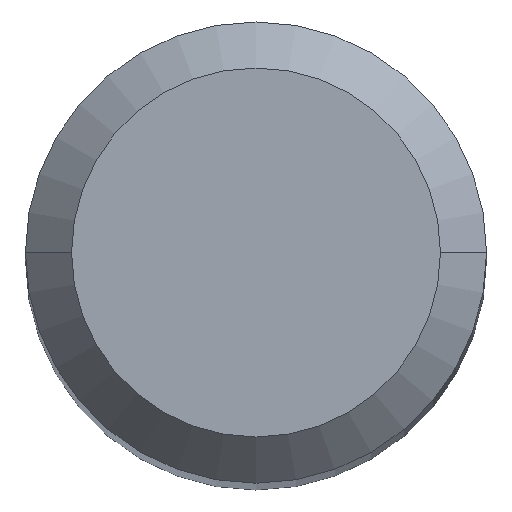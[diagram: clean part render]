
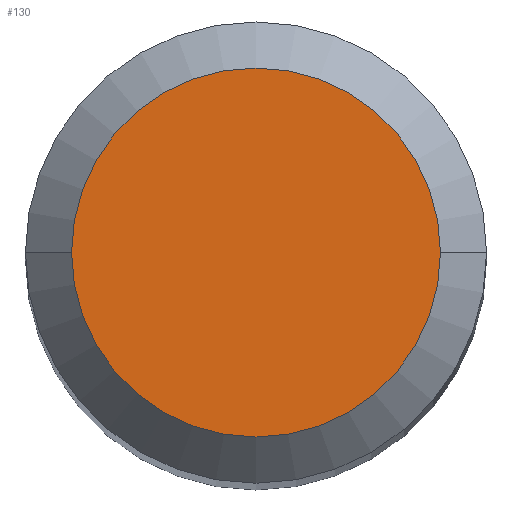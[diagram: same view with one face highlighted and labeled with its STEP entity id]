
A CAD part, top view. The second image highlights one B-rep face of the part: STEP entity #130.
In plain terms, the highlighted planar face has unit normal (0, 0, 1).
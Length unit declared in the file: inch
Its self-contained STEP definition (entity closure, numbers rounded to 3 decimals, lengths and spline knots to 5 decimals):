
#54 = DIRECTION ( 'NONE',  ( 0., 0., -1. ) ) ;
#67 = AXIS2_PLACEMENT_3D ( 'NONE', #159, #306, #419 ) ;
#120 = VERTEX_POINT ( 'NONE', #394 ) ;
#130 = ADVANCED_FACE ( 'NONE', ( #161 ), #428, .F. ) ;
#140 = CIRCLE ( 'NONE', #67, 0.05 ) ;
#146 = CARTESIAN_POINT ( 'NONE',  ( 0.05, 0., 0. ) ) ;
#159 = CARTESIAN_POINT ( 'NONE',  ( 0., 0., 0. ) ) ;
#161 = FACE_OUTER_BOUND ( 'NONE', #391, .T. ) ;
#191 = ORIENTED_EDGE ( 'NONE', *, *, #435, .T. ) ;
#223 = DIRECTION ( 'NONE',  ( 1., 0., 0. ) ) ;
#224 = AXIS2_PLACEMENT_3D ( 'NONE', #261, #411, #223 ) ;
#243 = CARTESIAN_POINT ( 'NONE',  ( 0., 0., 0. ) ) ;
#261 = CARTESIAN_POINT ( 'NONE',  ( 0., 0., 0. ) ) ;
#306 = DIRECTION ( 'NONE',  ( 0., 0., 1. ) ) ;
#324 = DIRECTION ( 'NONE',  ( -1., 0., 0. ) ) ;
#336 = VERTEX_POINT ( 'NONE', #146 ) ;
#340 = EDGE_CURVE ( 'NONE', #120, #336, #344, .T. ) ;
#344 = CIRCLE ( 'NONE', #224, 0.05 ) ;
#391 = EDGE_LOOP ( 'NONE', ( #459, #191 ) ) ;
#394 = CARTESIAN_POINT ( 'NONE',  ( -0.05, 0., 0. ) ) ;
#405 = AXIS2_PLACEMENT_3D ( 'NONE', #243, #54, #324 ) ;
#411 = DIRECTION ( 'NONE',  ( 0., 0., 1. ) ) ;
#419 = DIRECTION ( 'NONE',  ( 1., 0., 0. ) ) ;
#428 = PLANE ( 'NONE',  #405 ) ;
#435 = EDGE_CURVE ( 'NONE', #336, #120, #140, .T. ) ;
#459 = ORIENTED_EDGE ( 'NONE', *, *, #340, .T. ) ;
